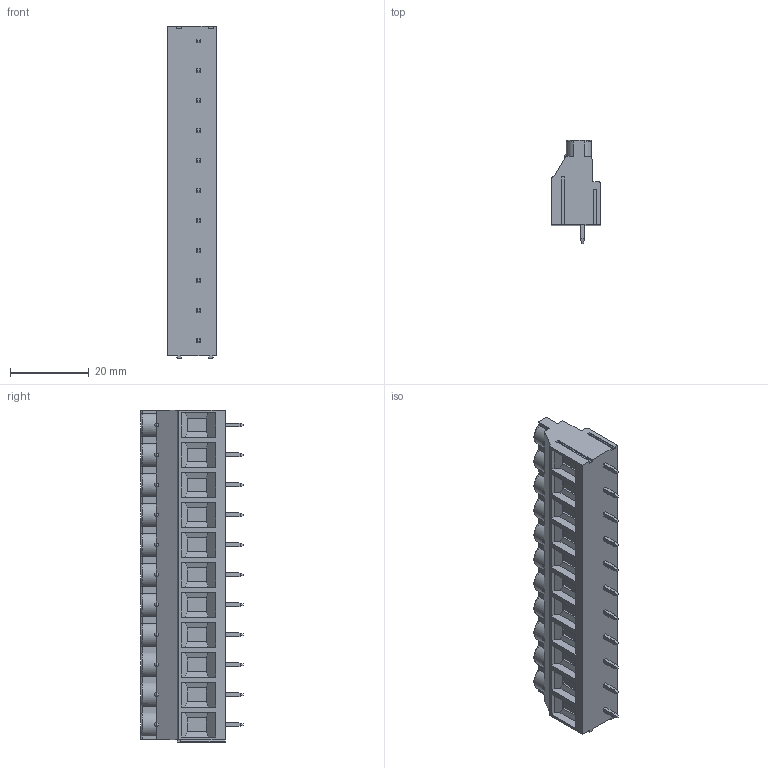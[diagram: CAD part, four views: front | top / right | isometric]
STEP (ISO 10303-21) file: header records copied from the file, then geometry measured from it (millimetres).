
FILE_DESCRIPTION((''),'2;1');
FILE_NAME('TL506V','2025-01-10T',('yanfa'),(''),'PRO/ENGINEER BY PARAMETRIC TECHNOLOGY CORPORATION, 2009280','PRO/ENGINEER BY PARAMETRIC TECHNOLOGY CORPORATION, 2009280','');
FILE_SCHEMA(('AUTOMOTIVE_DESIGN_CC2 { 1 2 10303 214 -1 1 5 2 }'));
Length unit declared in the file: millimetre
Products named in the file (1): TL506V
Bounding box: 12.5 x 26.1 x 84.42 mm (x, y, z)
Volume: 16047.6 mm3; surface area: 7570 mm2
Topology: 1 solids, 1 shells, 644 faces, 1651 edges, 1031 vertices
Faces by surface type: plane 390, cylinder 155, torus 44, cone 44, sphere 11
Entity records: 19973 total; most frequent: CARTESIAN_POINT 4352, ORIENTED_EDGE 3280, DIRECTION 3183, EDGE_CURVE 1640, VECTOR 1143, LINE 1143, VERTEX_POINT 1031, AXIS2_PLACEMENT_3D 1020
